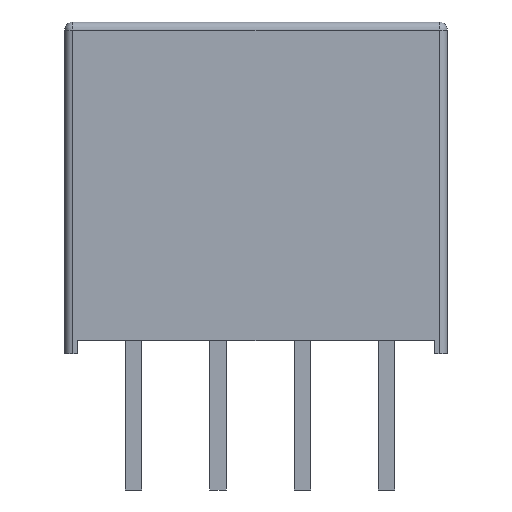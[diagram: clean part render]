
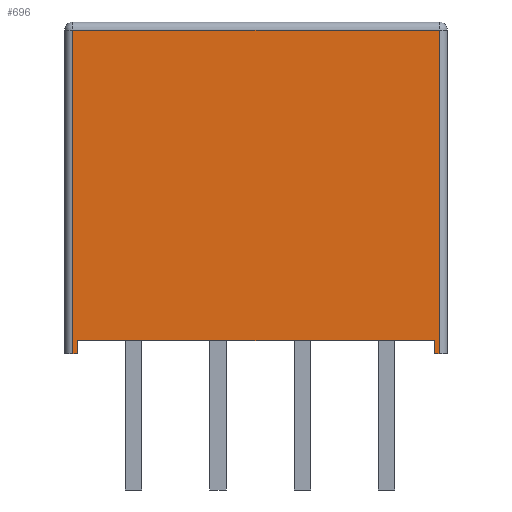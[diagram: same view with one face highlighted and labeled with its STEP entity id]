
A CAD part, left-side view. The second image highlights one B-rep face of the part: STEP entity #696.
In plain terms, the highlighted planar face has unit normal (-1, 0, 0).
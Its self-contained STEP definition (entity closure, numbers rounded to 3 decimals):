
#96 = VERTEX_POINT('',#97);
#97 = CARTESIAN_POINT('',(-1.13,-9.05,0.42));
#103 = EDGE_CURVE('',#104,#96,#106,.T.);
#104 = VERTEX_POINT('',#105);
#105 = CARTESIAN_POINT('',(-1.13,1.68,0.42));
#106 = LINE('',#107,#108);
#107 = CARTESIAN_POINT('',(-1.13,-6.568,0.42));
#108 = VECTOR('',#109,1.);
#109 = DIRECTION('',(0.,-1.,0.));
#653 = VERTEX_POINT('',#654);
#654 = CARTESIAN_POINT('',(-1.13,-9.05,0.02));
#662 = EDGE_CURVE('',#653,#96,#663,.T.);
#663 = LINE('',#664,#665);
#664 = CARTESIAN_POINT('',(-1.13,-9.05,0.02));
#665 = VECTOR('',#666,1.);
#666 = DIRECTION('',(0.,0.,1.));
#696 = ADVANCED_FACE('',(#697),#747,.T.);
#697 = FACE_BOUND('',#698,.T.);
#698 = EDGE_LOOP('',(#699,#709,#717,#725,#733,#739,#740,#741));
#699 = ORIENTED_EDGE('',*,*,#700,.T.);
#700 = EDGE_CURVE('',#701,#703,#705,.T.);
#701 = VERTEX_POINT('',#702);
#702 = CARTESIAN_POINT('',(-1.13,-9.2,0.02));
#703 = VERTEX_POINT('',#704);
#704 = CARTESIAN_POINT('',(-1.13,-9.2,9.77));
#705 = LINE('',#706,#707);
#706 = CARTESIAN_POINT('',(-1.13,-9.2,0.02));
#707 = VECTOR('',#708,1.);
#708 = DIRECTION('',(0.,0.,1.));
#709 = ORIENTED_EDGE('',*,*,#710,.T.);
#710 = EDGE_CURVE('',#703,#711,#713,.T.);
#711 = VERTEX_POINT('',#712);
#712 = CARTESIAN_POINT('',(-1.13,1.83,9.77));
#713 = LINE('',#714,#715);
#714 = CARTESIAN_POINT('',(-1.13,-9.2,9.77));
#715 = VECTOR('',#716,1.);
#716 = DIRECTION('',(0.,1.,0.));
#717 = ORIENTED_EDGE('',*,*,#718,.F.);
#718 = EDGE_CURVE('',#719,#711,#721,.T.);
#719 = VERTEX_POINT('',#720);
#720 = CARTESIAN_POINT('',(-1.13,1.83,0.02));
#721 = LINE('',#722,#723);
#722 = CARTESIAN_POINT('',(-1.13,1.83,0.02));
#723 = VECTOR('',#724,1.);
#724 = DIRECTION('',(0.,0.,1.));
#725 = ORIENTED_EDGE('',*,*,#726,.F.);
#726 = EDGE_CURVE('',#727,#719,#729,.T.);
#727 = VERTEX_POINT('',#728);
#728 = CARTESIAN_POINT('',(-1.13,1.68,0.02));
#729 = LINE('',#730,#731);
#730 = CARTESIAN_POINT('',(-1.13,-9.45,0.02));
#731 = VECTOR('',#732,1.);
#732 = DIRECTION('',(0.,1.,0.));
#733 = ORIENTED_EDGE('',*,*,#734,.F.);
#734 = EDGE_CURVE('',#104,#727,#735,.T.);
#735 = LINE('',#736,#737);
#736 = CARTESIAN_POINT('',(-1.13,1.68,0.02));
#737 = VECTOR('',#738,1.);
#738 = DIRECTION('',(-0.,0.,-1.));
#739 = ORIENTED_EDGE('',*,*,#103,.T.);
#740 = ORIENTED_EDGE('',*,*,#662,.F.);
#741 = ORIENTED_EDGE('',*,*,#742,.F.);
#742 = EDGE_CURVE('',#701,#653,#743,.T.);
#743 = LINE('',#744,#745);
#744 = CARTESIAN_POINT('',(-1.13,-9.45,0.02));
#745 = VECTOR('',#746,1.);
#746 = DIRECTION('',(0.,1.,0.));
#747 = PLANE('',#748);
#748 = AXIS2_PLACEMENT_3D('',#749,#750,#751);
#749 = CARTESIAN_POINT('',(-1.13,-9.45,0.02));
#750 = DIRECTION('',(-1.,0.,0.));
#751 = DIRECTION('',(0.,1.,0.));
